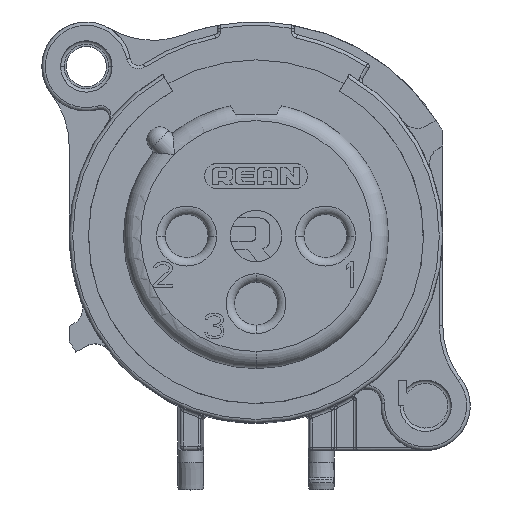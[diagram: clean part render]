
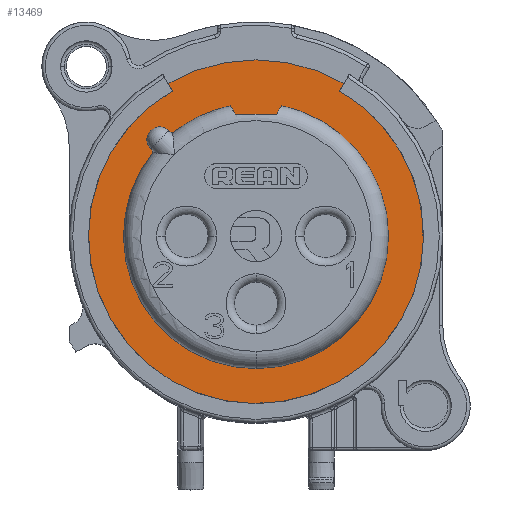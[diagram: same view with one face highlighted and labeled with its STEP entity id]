
A CAD part, top view. The second image highlights one B-rep face of the part: STEP entity #13469.
In plain terms, the highlighted planar face has unit normal (0, 0, 1).
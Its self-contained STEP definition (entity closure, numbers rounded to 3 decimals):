
#441=CARTESIAN_POINT('',(0.,0.,7.));
#442=DIRECTION('',(0.,0.,-1.));
#443=DIRECTION('',(-0.5,0.866,0.));
#444=AXIS2_PLACEMENT_3D('',#441,#442,#443);
#446=DIRECTION('',(-0.5,-0.866,0.));
#447=VECTOR('',#446,0.506);
#448=CARTESIAN_POINT('',(5.141,8.905,7.));
#449=LINE('',#448,#447);
#450=CARTESIAN_POINT('',(0.,0.,7.));
#451=DIRECTION('',(0.,0.,-1.));
#452=DIRECTION('',(0.5,0.866,0.));
#453=AXIS2_PLACEMENT_3D('',#450,#451,#452);
#455=DIRECTION('',(0.883,-0.469,0.));
#456=VECTOR('',#455,0.178);
#457=CARTESIAN_POINT('',(9.543,-2.123,7.));
#458=LINE('',#457,#456);
#459=DIRECTION('',(0.,-1.,0.));
#460=VECTOR('',#459,1.204);
#461=CARTESIAN_POINT('',(9.7,-2.207,7.));
#462=LINE('',#461,#460);
#463=CARTESIAN_POINT('',(0.,0.,7.));
#464=DIRECTION('',(0.,0.,-1.));
#465=DIRECTION('',(0.943,-0.332,0.));
#466=AXIS2_PLACEMENT_3D('',#463,#464,#465);
#468=DIRECTION('',(0.,1.,0.));
#469=VECTOR('',#468,0.777);
#470=CARTESIAN_POINT('',(8.326,-5.9,7.));
#471=LINE('',#470,#469);
#472=CARTESIAN_POINT('',(0.,0.,7.));
#473=DIRECTION('',(0.,0.,-1.));
#474=DIRECTION('',(0.852,-0.524,0.));
#475=AXIS2_PLACEMENT_3D('',#472,#473,#474);
#477=DIRECTION('',(-0.5,0.866,0.));
#478=VECTOR('',#477,0.506);
#479=CARTESIAN_POINT('',(-4.888,8.466,7.));
#480=LINE('',#479,#478);
#481=CARTESIAN_POINT('',(0.,0.,7.));
#482=DIRECTION('',(0.,0.,1.));
#483=DIRECTION('',(-0.772,0.635,0.));
#484=AXIS2_PLACEMENT_3D('',#481,#482,#483);
#486=CARTESIAN_POINT('',(0.,0.,7.));
#487=DIRECTION('',(0.,0.,1.));
#488=DIRECTION('',(0.339,0.941,0.));
#489=AXIS2_PLACEMENT_3D('',#486,#487,#488);
#491=DIRECTION('',(-0.5,-0.866,0.));
#492=VECTOR('',#491,0.567);
#493=CARTESIAN_POINT('',(1.484,7.591,7.));
#494=LINE('',#493,#492);
#495=DIRECTION('',(-0.5,0.866,0.));
#496=VECTOR('',#495,0.567);
#497=CARTESIAN_POINT('',(-1.2,7.1,7.));
#498=LINE('',#497,#496);
#499=CARTESIAN_POINT('',(0.,0.,7.));
#500=DIRECTION('',(0.,0.,1.));
#501=DIRECTION('',(-0.192,0.981,0.));
#502=AXIS2_PLACEMENT_3D('',#499,#500,#501);
#504=CARTESIAN_POINT('',(0.,0.,7.));
#505=DIRECTION('',(0.,0.,1.));
#506=DIRECTION('',(-0.338,0.941,0.));
#507=AXIS2_PLACEMENT_3D('',#504,#505,#506);
#509=DIRECTION('',(-0.707,0.707,0.));
#510=VECTOR('',#509,0.251);
#511=CARTESIAN_POINT('',(-4.914,5.974,7.));
#512=LINE('',#511,#510);
#513=CARTESIAN_POINT('',(-5.621,5.621,7.));
#514=DIRECTION('',(0.,0.,1.));
#515=DIRECTION('',(0.707,0.707,0.));
#516=AXIS2_PLACEMENT_3D('',#513,#514,#515);
#518=DIRECTION('',(0.707,-0.707,0.));
#519=VECTOR('',#518,0.251);
#520=CARTESIAN_POINT('',(-6.152,5.091,7.));
#521=LINE('',#520,#519);
#560=DIRECTION('',(1.,0.,0.));
#561=VECTOR('',#560,0.095);
#562=CARTESIAN_POINT('',(8.326,-5.9,7.));
#563=LINE('',#562,#561);
#8360=DIRECTION('',(1.,0.,0.));
#8361=VECTOR('',#8360,2.4);
#8362=CARTESIAN_POINT('',(-1.2,7.1,7.));
#8363=LINE('',#8362,#8361);
#11486=CARTESIAN_POINT('',(8.421,-5.9,7.));
#11487=VERTEX_POINT('',#11486);
#11488=CARTESIAN_POINT('',(9.7,-3.411,7.));
#11489=VERTEX_POINT('',#11488);
#11997=CARTESIAN_POINT('',(9.7,-2.207,7.));
#11998=VERTEX_POINT('',#11997);
#12008=CARTESIAN_POINT('',(5.141,8.905,7.));
#12009=CARTESIAN_POINT('',(4.888,8.466,7.));
#12010=VERTEX_POINT('',#12008);
#12011=VERTEX_POINT('',#12009);
#12012=CARTESIAN_POINT('',(9.543,-2.123,
7.));
#12013=VERTEX_POINT('',#12012);
#12014=CARTESIAN_POINT('',(8.326,-5.9,7.));
#12015=VERTEX_POINT('',#12014);
#12016=CARTESIAN_POINT('',(8.326,-5.123,7.));
#12017=VERTEX_POINT('',#12016);
#12018=CARTESIAN_POINT('',(-4.888,8.466,
7.));
#12019=CARTESIAN_POINT('',(-5.141,8.905,7.));
#12020=VERTEX_POINT('',#12018);
#12021=VERTEX_POINT('',#12019);
#12022=CARTESIAN_POINT('',(2.621,7.277,7.));
#12023=CARTESIAN_POINT('',(1.484,7.591,7.));
#12024=VERTEX_POINT('',#12022);
#12025=VERTEX_POINT('',#12023);
#12026=CARTESIAN_POINT('',(1.2,7.1,7.));
#12027=VERTEX_POINT('',#12026);
#12028=CARTESIAN_POINT('',(-1.2,7.1,7.));
#12029=VERTEX_POINT('',#12028);
#12030=CARTESIAN_POINT('',(-1.484,7.591,7.));
#12031=VERTEX_POINT('',#12030);
#12032=CARTESIAN_POINT('',(-2.618,7.279,7.));
#12033=VERTEX_POINT('',#12032);
#12034=CARTESIAN_POINT('',(-4.914,5.974,7.));
#12035=VERTEX_POINT('',#12034);
#12036=CARTESIAN_POINT('',(-5.091,6.152,7.));
#12037=VERTEX_POINT('',#12036);
#12038=CARTESIAN_POINT('',(-6.152,5.091,7.));
#12039=VERTEX_POINT('',#12038);
#12040=CARTESIAN_POINT('',(-5.974,4.914,
7.));
#12041=VERTEX_POINT('',#12040);
#13421=CARTESIAN_POINT('',(0.,0.,7.));
#13422=DIRECTION('',(0.,0.,1.));
#13423=DIRECTION('',(1.,0.,0.));
#13424=AXIS2_PLACEMENT_3D('',#13421,#13422,#13423);
#13425=PLANE('',#13424);
#13427=ORIENTED_EDGE('',*,*,#13426,.T.);
#13429=ORIENTED_EDGE('',*,*,#13428,.T.);
#13431=ORIENTED_EDGE('',*,*,#13430,.T.);
#13433=ORIENTED_EDGE('',*,*,#13432,.T.);
#13435=ORIENTED_EDGE('',*,*,#13434,.T.);
#13437=ORIENTED_EDGE('',*,*,#13436,.T.);
#13439=ORIENTED_EDGE('',*,*,#13438,.F.);
#13441=ORIENTED_EDGE('',*,*,#13440,.T.);
#13443=ORIENTED_EDGE('',*,*,#13442,.T.);
#13445=ORIENTED_EDGE('',*,*,#13444,.T.);
#13446=EDGE_LOOP('',(#13427,#13429,#13431,#13433,#13435,#13437,#13439,#13441,
#13443,#13445));
#13447=FACE_OUTER_BOUND('',#13446,.F.);
#13448=ORIENTED_EDGE('',*,*,#13410,.T.);
#13450=ORIENTED_EDGE('',*,*,#13449,.T.);
#13452=ORIENTED_EDGE('',*,*,#13451,.T.);
#13454=ORIENTED_EDGE('',*,*,#13453,.F.);
#13456=ORIENTED_EDGE('',*,*,#13455,.T.);
#13458=ORIENTED_EDGE('',*,*,#13457,.T.);
#13460=ORIENTED_EDGE('',*,*,#13459,.T.);
#13462=ORIENTED_EDGE('',*,*,#13461,.T.);
#13464=ORIENTED_EDGE('',*,*,#13463,.T.);
#13466=ORIENTED_EDGE('',*,*,#13465,.T.);
#13467=EDGE_LOOP('',(#13448,#13450,#13452,#13454,#13456,#13458,#13460,#13462,
#13464,#13466));
#13468=FACE_BOUND('',#13467,.F.);
#13469=ADVANCED_FACE('',(#13447,#13468),#13425,.T.);
#445=CIRCLE('',#444,10.282);
#454=CIRCLE('',#453,9.776);
#467=CIRCLE('',#466,10.282);
#476=CIRCLE('',#475,9.776);
#485=CIRCLE('',#484,7.735);
#490=CIRCLE('',#489,7.735);
#503=CIRCLE('',#502,7.735);
#508=CIRCLE('',#507,7.735);
#517=CIRCLE('',#516,0.75);
#13410=EDGE_CURVE('',#12041,#12024,#485,.T.);
#13426=EDGE_CURVE('',#12021,#12010,#445,.T.);
#13428=EDGE_CURVE('',#12010,#12011,#449,.T.);
#13430=EDGE_CURVE('',#12011,#12013,#454,.T.);
#13432=EDGE_CURVE('',#12013,#11998,#458,.T.);
#13434=EDGE_CURVE('',#11998,#11489,#462,.T.);
#13436=EDGE_CURVE('',#11489,#11487,#467,.T.);
#13438=EDGE_CURVE('',#12015,#11487,#563,.T.);
#13440=EDGE_CURVE('',#12015,#12017,#471,.T.);
#13442=EDGE_CURVE('',#12017,#12020,#476,.T.);
#13444=EDGE_CURVE('',#12020,#12021,#480,.T.);
#13449=EDGE_CURVE('',#12024,#12025,#490,.T.);
#13451=EDGE_CURVE('',#12025,#12027,#494,.T.);
#13453=EDGE_CURVE('',#12029,#12027,#8363,.T.);
#13455=EDGE_CURVE('',#12029,#12031,#498,.T.);
#13457=EDGE_CURVE('',#12031,#12033,#503,.T.);
#13459=EDGE_CURVE('',#12033,#12035,#508,.T.);
#13461=EDGE_CURVE('',#12035,#12037,#512,.T.);
#13463=EDGE_CURVE('',#12037,#12039,#517,.T.);
#13465=EDGE_CURVE('',#12039,#12041,#521,.T.);
